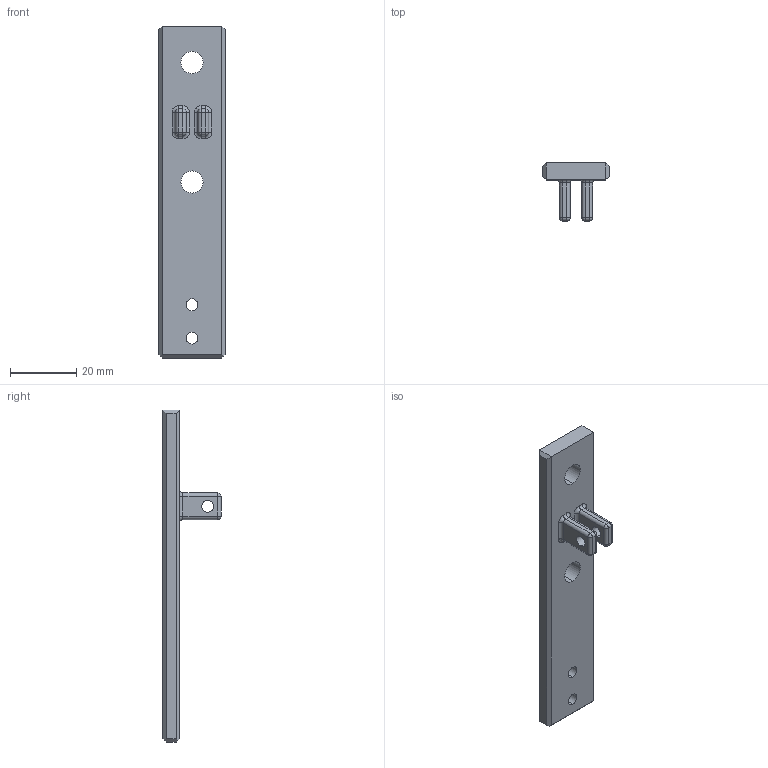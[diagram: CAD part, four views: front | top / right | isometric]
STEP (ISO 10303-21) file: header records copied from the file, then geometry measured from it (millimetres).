
FILE_DESCRIPTION (( 'STEP AP203' ), '1' );
FILE_NAME ('Arm_Lingage.STEP', '2023-07-06T22:42:32', ( '' ), ( '' ), 'SwSTEP 2.0', 'SolidWorks 2023', '' );
FILE_SCHEMA (( 'CONFIG_CONTROL_DESIGN' ));
Length unit declared in the file: millimetre
Products named in the file (1): Arm_Lingage
Bounding box: 20 x 17.5 x 100 mm (x, y, z)
Volume: 9883.6 mm3; surface area: 5586.7 mm2
Topology: 1 solids, 1 shells, 78 faces, 186 edges, 104 vertices
Faces by surface type: cylinder 36, plane 26, sphere 8, torus 8
Entity records: 2271 total; most frequent: DIRECTION 416, CARTESIAN_POINT 361, ORIENTED_EDGE 356, EDGE_CURVE 178, AXIS2_PLACEMENT_3D 159, VERTEX_POINT 104, VECTOR 98, LINE 98
